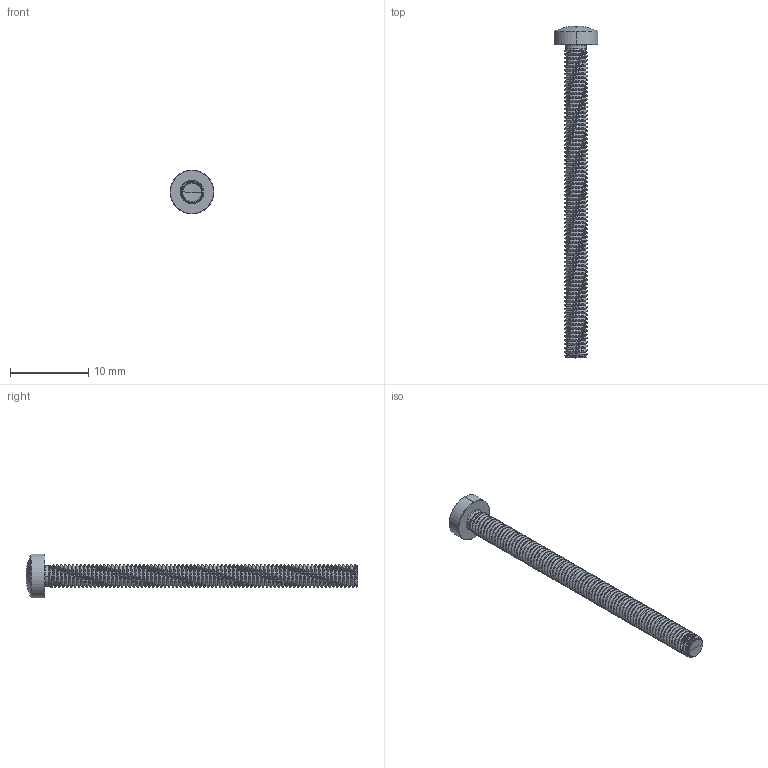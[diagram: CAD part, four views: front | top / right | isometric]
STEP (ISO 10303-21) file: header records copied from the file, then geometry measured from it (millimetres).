
FILE_DESCRIPTION (( 'STEP AP203' ), '1' );
FILE_NAME ('STM320300400.STEP', '2020-12-24T14:55:58', ( '' ), ( '' ), 'SwSTEP 2.0', 'SolidWorks 2015', '' );
FILE_SCHEMA (( 'CONFIG_CONTROL_DESIGN' ));
Products named in the file (2): STM320300400
Bounding box: 5.6 x 42.38 x 5.6 mm (x, y, z)
Volume: 275.3 mm3; surface area: 652 mm2
Topology: 1 solids, 1 shells, 319 faces, 831 edges, 513 vertices
Faces by surface type: cylinder 180, bspline 46, torus 33, sphere 28, plane 22, cone 10
Entity records: 42759 total; most frequent: CARTESIAN_POINT 36023, ORIENTED_EDGE 1658, DIRECTION 1151, EDGE_CURVE 829, VERTEX_POINT 513, AXIS2_PLACEMENT_3D 472, EDGE_LOOP 320, ADVANCED_FACE 319
